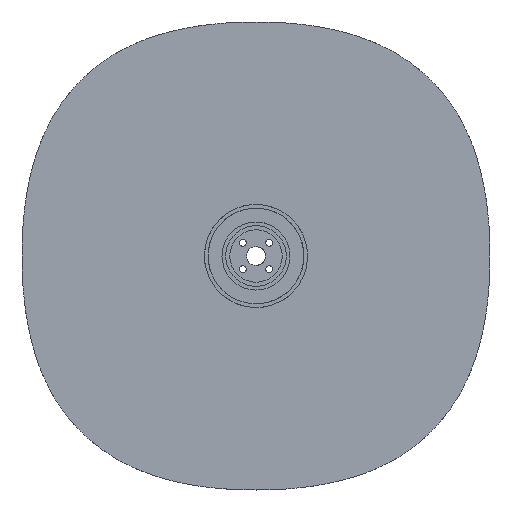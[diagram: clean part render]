
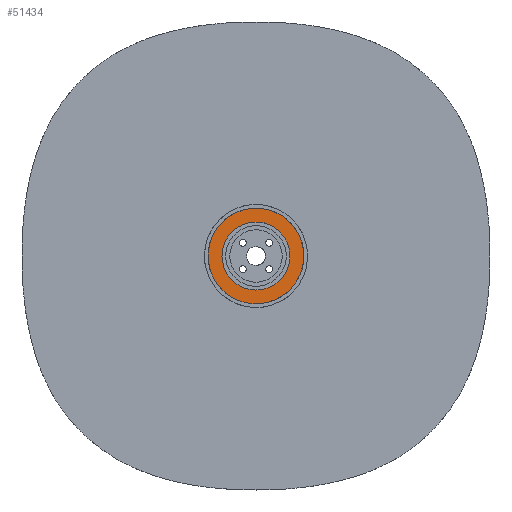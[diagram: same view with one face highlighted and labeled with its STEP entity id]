
A CAD part, top view. The second image highlights one B-rep face of the part: STEP entity #51434.
In plain terms, the highlighted planar face has unit normal (0, 0, 1).
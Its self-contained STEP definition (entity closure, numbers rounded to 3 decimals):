
#51434 = ADVANCED_FACE('',(#51435,#51471),#51507,.T.);
#51435 = FACE_BOUND('',#51436,.F.);
#51436 = EDGE_LOOP('',(#51437,#51448,#51456,#51465));
#51437 = ORIENTED_EDGE('',*,*,#51438,.T.);
#51438 = EDGE_CURVE('',#51439,#51441,#51443,.T.);
#51439 = VERTEX_POINT('',#51440);
#51440 = CARTESIAN_POINT('',(208.602,-168.558,1.56));
#51441 = VERTEX_POINT('',#51442);
#51442 = CARTESIAN_POINT('',(186.461,-165.332,1.56));
#51443 = CIRCLE('',#51444,20.454);
#51444 = AXIS2_PLACEMENT_3D('',#51445,#51446,#51447);
#51445 = CARTESIAN_POINT('',(200.,-150.,1.56));
#51446 = DIRECTION('',(-0.,0.,-1.));
#51447 = DIRECTION('',(0.421,-0.907,-0.));
#51448 = ORIENTED_EDGE('',*,*,#51449,.T.);
#51449 = EDGE_CURVE('',#51441,#51450,#51452,.T.);
#51450 = VERTEX_POINT('',#51451);
#51451 = CARTESIAN_POINT('',(185.839,-164.759,1.56));
#51452 = LINE('',#51453,#51454);
#51453 = CARTESIAN_POINT('',(186.461,-165.332,1.56));
#51454 = VECTOR('',#51455,1.);
#51455 = DIRECTION('',(-0.736,0.677,0.));
#51456 = ORIENTED_EDGE('',*,*,#51457,.T.);
#51457 = EDGE_CURVE('',#51450,#51458,#51460,.T.);
#51458 = VERTEX_POINT('',#51459);
#51459 = CARTESIAN_POINT('',(209.361,-168.186,1.56));
#51460 = CIRCLE('',#51461,20.454);
#51461 = AXIS2_PLACEMENT_3D('',#51462,#51463,#51464);
#51462 = CARTESIAN_POINT('',(200.,-150.,1.56));
#51463 = DIRECTION('',(0.,0.,-1.));
#51464 = DIRECTION('',(-0.692,-0.722,-0.));
#51465 = ORIENTED_EDGE('',*,*,#51466,.T.);
#51466 = EDGE_CURVE('',#51458,#51439,#51467,.T.);
#51467 = LINE('',#51468,#51469);
#51468 = CARTESIAN_POINT('',(209.361,-168.186,1.56));
#51469 = VECTOR('',#51470,1.);
#51470 = DIRECTION('',(-0.898,-0.439,0.));
#51471 = FACE_BOUND('',#51472,.F.);
#51472 = EDGE_LOOP('',(#51473,#51484,#51492,#51501));
#51473 = ORIENTED_EDGE('',*,*,#51474,.T.);
#51474 = EDGE_CURVE('',#51475,#51477,#51479,.T.);
#51475 = VERTEX_POINT('',#51476);
#51476 = CARTESIAN_POINT('',(195.888,-136.043,1.56));
#51477 = VERTEX_POINT('',#51478);
#51478 = CARTESIAN_POINT('',(187.203,-156.924,1.56));
#51479 = CIRCLE('',#51480,14.55);
#51480 = AXIS2_PLACEMENT_3D('',#51481,#51482,#51483);
#51481 = CARTESIAN_POINT('',(200.,-150.,1.56));
#51482 = DIRECTION('',(0.,0.,1.));
#51483 = DIRECTION('',(-0.283,0.959,0.));
#51484 = ORIENTED_EDGE('',*,*,#51485,.T.);
#51485 = EDGE_CURVE('',#51477,#51486,#51488,.T.);
#51486 = VERTEX_POINT('',#51487);
#51487 = CARTESIAN_POINT('',(187.583,-157.584,1.56));
#51488 = LINE('',#51489,#51490);
#51489 = CARTESIAN_POINT('',(187.203,-156.924,1.56));
#51490 = VECTOR('',#51491,1.);
#51491 = DIRECTION('',(0.499,-0.867,0.));
#51492 = ORIENTED_EDGE('',*,*,#51493,.T.);
#51493 = EDGE_CURVE('',#51486,#51494,#51496,.T.);
#51494 = VERTEX_POINT('',#51495);
#51495 = CARTESIAN_POINT('',(196.624,-135.847,1.56));
#51496 = CIRCLE('',#51497,14.55);
#51497 = AXIS2_PLACEMENT_3D('',#51498,#51499,#51500);
#51498 = CARTESIAN_POINT('',(200.,-150.,1.56));
#51499 = DIRECTION('',(-0.,0.,1.));
#51500 = DIRECTION('',(-0.853,-0.521,-0.));
#51501 = ORIENTED_EDGE('',*,*,#51502,.T.);
#51502 = EDGE_CURVE('',#51494,#51475,#51503,.T.);
#51503 = LINE('',#51504,#51505);
#51504 = CARTESIAN_POINT('',(196.624,-135.847,1.56));
#51505 = VECTOR('',#51506,1.);
#51506 = DIRECTION('',(-0.966,-0.257,0.));
#51507 = PLANE('',#51508);
#51508 = AXIS2_PLACEMENT_3D('',#51509,#51510,#51511);
#51509 = CARTESIAN_POINT('',(0.,0.,1.56));
#51510 = DIRECTION('',(0.,0.,1.));
#51511 = DIRECTION('',(1.,0.,-0.));
